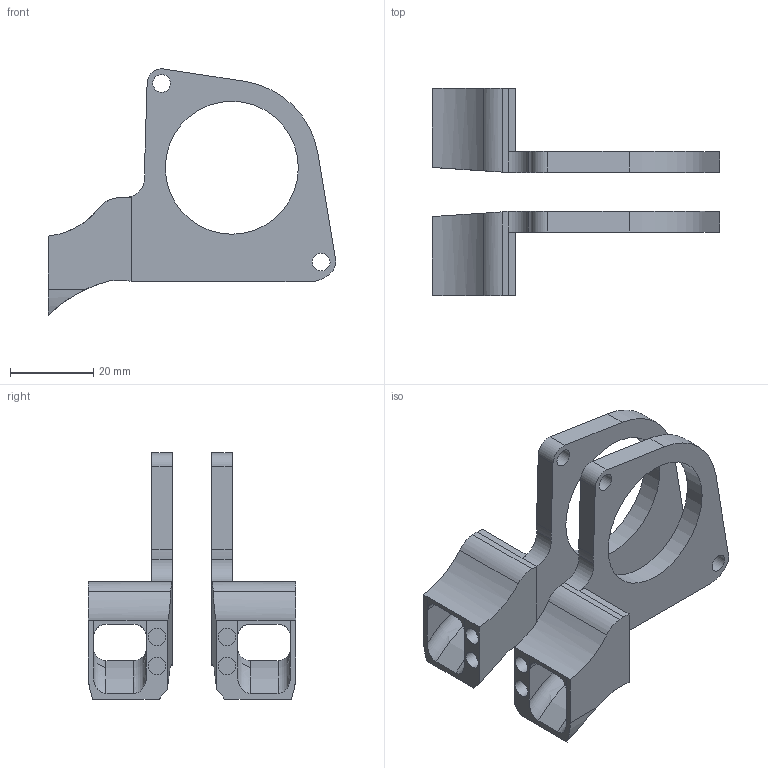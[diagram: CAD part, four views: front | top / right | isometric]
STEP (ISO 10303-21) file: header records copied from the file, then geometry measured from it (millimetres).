
FILE_DESCRIPTION(/* description */ ('Unknown'),/* implementation_level */ '2;1');
FILE_NAME(/* name */ '5015_bracket',/* time_stamp */ '2023-06-17T12:31:29-05:00',/* author */ ('Unknown'),/* organization */ ('Unknown'),/* preprocessor_version */ 'ST-DEVELOPER v18.102',/* originating_system */ 'Solid Edge',/* authorisation */ 'Unknown');
FILE_SCHEMA (('AUTOMOTIVE_DESIGN {1 0 10303 214 3 1 1}'));
Length unit declared in the file: millimetre
Products named in the file (1): 5015_bracket
Bounding box: 69.2 x 50 x 59.28 mm (x, y, z)
Volume: 18923.6 mm3; surface area: 14035.4 mm2
Topology: 2 solids, 2 shells, 128 faces, 342 edges, 212 vertices
Faces by surface type: cylinder 58, plane 50, torus 16, sphere 4
Full cylindrical faces by diameter (mm): 4.2 x4, 4.25 x4, 32 x2
Entity records: 4006 total; most frequent: CARTESIAN_POINT 760, DIRECTION 697, ORIENTED_EDGE 648, EDGE_CURVE 324, AXIS2_PLACEMENT_3D 267, VERTEX_POINT 212, LINE 163, VECTOR 163
